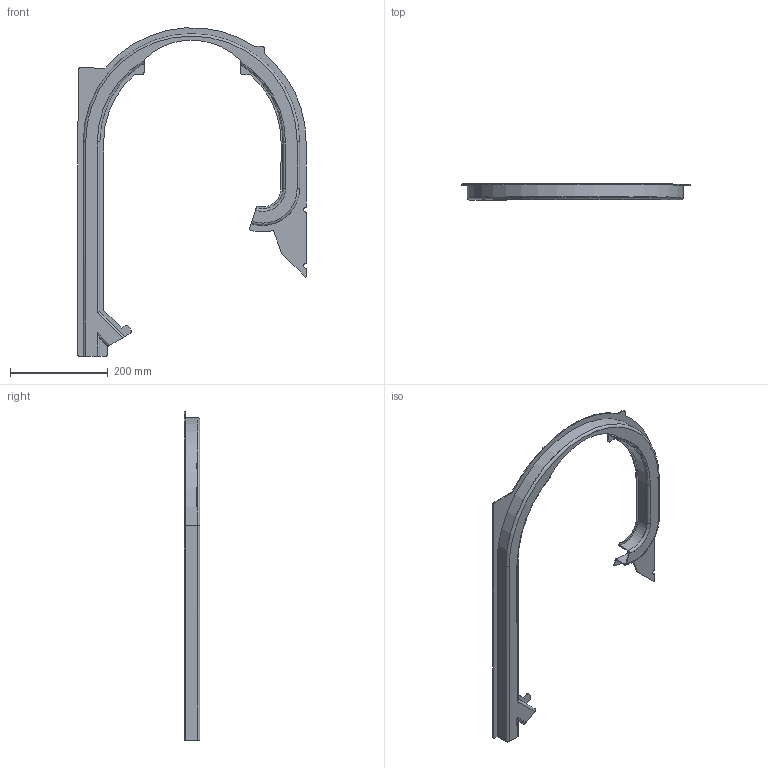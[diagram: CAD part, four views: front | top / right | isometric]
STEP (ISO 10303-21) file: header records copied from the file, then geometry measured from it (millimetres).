
FILE_DESCRIPTION(/* description */ (''),/* implementation_level */ '2;1');
FILE_NAME(/* name */ 'Ramp D v4.step',/* time_stamp */ '2022-10-10T07:58:46-04:00',/* author */ (''),/* organization */ (''),/* preprocessor_version */ 'ST-DEVELOPER v19',/* originating_system */ 'Autodesk Translation Framework v11.7.0.108',/* authorisation */ '');
FILE_SCHEMA (('AUTOMOTIVE_DESIGN { 1 0 10303 214 3 1 1 }'));
Length unit declared in the file: millimetre
Products named in the file (1): Ramp D
Bounding box: 467.18 x 32 x 672.24 mm (x, y, z)
Volume: 293467.9 mm3; surface area: 289757.3 mm2
Topology: 1 solids, 1 shells, 106 faces, 303 edges, 196 vertices
Faces by surface type: plane 51, cylinder 45, torus 10
Entity records: 3836 total; most frequent: CARTESIAN_POINT 961, ORIENTED_EDGE 606, DIRECTION 602, EDGE_CURVE 303, AXIS2_PLACEMENT_3D 204, VERTEX_POINT 196, LINE 194, VECTOR 194
